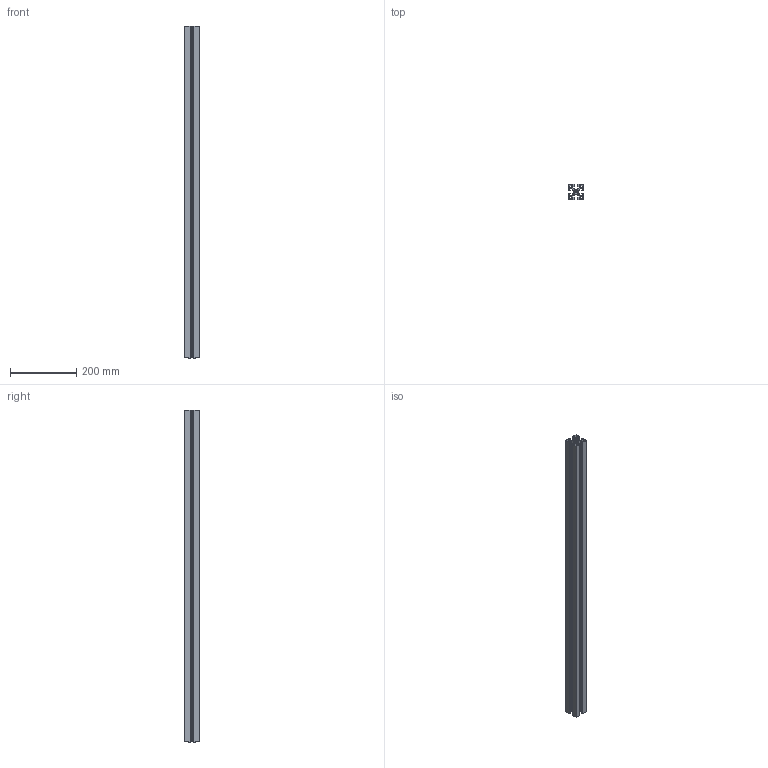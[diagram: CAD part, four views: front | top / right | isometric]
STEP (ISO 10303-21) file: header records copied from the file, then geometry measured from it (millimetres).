
FILE_DESCRIPTION((''),'2;1');
FILE_NAME('10008_PROFIL_45X45_H','2022-09-16T13:27:25',('PredragRovcanin'),('Audax d.o.o.'),'CREO PARAMETRIC BY PTC INC, 2020281','CREO PARAMETRIC BY PTC INC, 2020281','');
FILE_SCHEMA(('AUTOMOTIVE_DESIGN { 1 0 10303 214 1 1 1 1 }'));
Length unit declared in the file: millimetre
Products named in the file (1): 10008_PROFIL_45X45_H
Bounding box: 45 x 45 x 1000 mm (x, y, z)
Volume: 790471.7 mm3; surface area: 580769.6 mm2
Topology: 1 solids, 1 shells, 130 faces, 385 edges, 258 vertices
Faces by surface type: plane 114, cylinder 16
Entity records: 5975 total; most frequent: CARTESIAN_POINT 774, ORIENTED_EDGE 768, DIRECTION 679, PRESENTATION_STYLE_ASSIGNMENT 387, STYLED_ITEM 387, CURVE_STYLE 386, EDGE_CURVE 384, VECTOR 353
